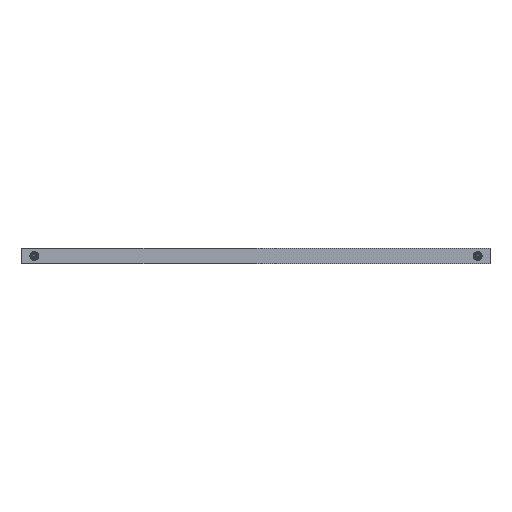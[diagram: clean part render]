
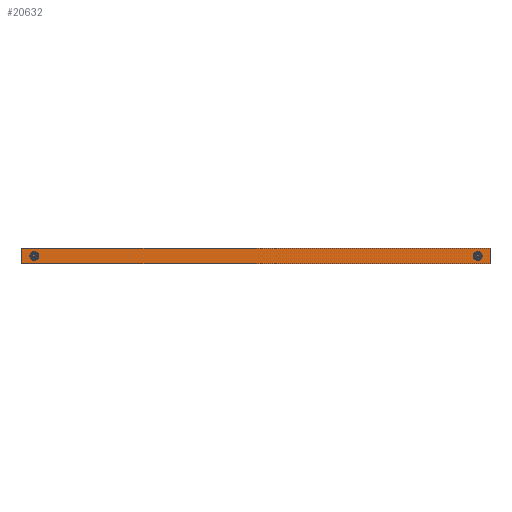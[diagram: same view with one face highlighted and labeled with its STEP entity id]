
A CAD part, left-side view. The second image highlights one B-rep face of the part: STEP entity #20632.
In plain terms, the highlighted planar face has unit normal (-1, 0, 0).
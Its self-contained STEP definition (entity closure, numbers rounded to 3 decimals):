
#66 = CARTESIAN_POINT ( 'NONE',  ( -1030.5, 587.5, -20. ) ) ;
#122 = CARTESIAN_POINT ( 'NONE',  ( -1030.5, 615., -40. ) ) ;
#258 = CARTESIAN_POINT ( 'NONE',  ( -1030.5, 615., -40. ) ) ;
#313 = CARTESIAN_POINT ( 'NONE',  ( -1030.5, 620., 0. ) ) ;
#364 = DIRECTION ( 'NONE',  ( 0., 0., 1. ) ) ;
#529 = EDGE_CURVE ( 'NONE', #8863, #12865, #30406, .T. ) ;
#1087 = ORIENTED_EDGE ( 'NONE', *, *, #13472, .F. ) ;
#1345 = EDGE_CURVE ( 'NONE', #12840, #3523, #19425, .T. ) ;
#1823 = CIRCLE ( 'NONE', #21221, 11.5 ) ;
#2466 = DIRECTION ( 'NONE',  ( 0., 0., 1. ) ) ;
#2676 = DIRECTION ( 'NONE',  ( 0., 0., -1. ) ) ;
#2811 = CARTESIAN_POINT ( 'NONE',  ( -1030.5, 620., 0. ) ) ;
#3521 = DIRECTION ( 'NONE',  ( 0., -1., 0. ) ) ;
#3523 = VERTEX_POINT ( 'NONE', #11738 ) ;
#3813 = VERTEX_POINT ( 'NONE', #15283 ) ;
#4784 = DIRECTION ( 'NONE',  ( 0., -1., 0. ) ) ;
#4899 = AXIS2_PLACEMENT_3D ( 'NONE', #25077, #11092, #27450 ) ;
#6249 = ORIENTED_EDGE ( 'NONE', *, *, #529, .F. ) ;
#7866 = VERTEX_POINT ( 'NONE', #19090 ) ;
#8863 = VERTEX_POINT ( 'NONE', #2811 ) ;
#10006 = VECTOR ( 'NONE', #17470, 1000. ) ;
#10510 = CARTESIAN_POINT ( 'NONE',  ( -1030.5, 615., 0. ) ) ;
#10730 = CARTESIAN_POINT ( 'NONE',  ( -1030.5, -620., 0. ) ) ;
#11092 = DIRECTION ( 'NONE',  ( 1., 0., 0. ) ) ;
#11725 = LINE ( 'NONE', #313, #23374 ) ;
#11738 = CARTESIAN_POINT ( 'NONE',  ( -1030.5, -620., -40. ) ) ;
#11934 = ORIENTED_EDGE ( 'NONE', *, *, #14726, .F. ) ;
#11997 = ORIENTED_EDGE ( 'NONE', *, *, #21150, .T. ) ;
#12840 = VERTEX_POINT ( 'NONE', #26989 ) ;
#12865 = VERTEX_POINT ( 'NONE', #10730 ) ;
#13472 = EDGE_CURVE ( 'NONE', #12865, #3523, #28667, .T. ) ;
#13719 = AXIS2_PLACEMENT_3D ( 'NONE', #258, #14464, #364 ) ;
#13757 = ORIENTED_EDGE ( 'NONE', *, *, #1345, .T. ) ;
#14464 = DIRECTION ( 'NONE',  ( -1., 0., 0. ) ) ;
#14726 = EDGE_CURVE ( 'NONE', #7866, #7866, #1823, .T. ) ;
#14767 = EDGE_LOOP ( 'NONE', ( #11934 ) ) ;
#15119 = CARTESIAN_POINT ( 'NONE',  ( -1030.5, -620., 0. ) ) ;
#15283 = CARTESIAN_POINT ( 'NONE',  ( -1030.5, -587.5, -8.5 ) ) ;
#16540 = DIRECTION ( 'NONE',  ( -1., 0., 0. ) ) ;
#17188 = ORIENTED_EDGE ( 'NONE', *, *, #21508, .T. ) ;
#17247 = VECTOR ( 'NONE', #3521, 1000. ) ;
#17470 = DIRECTION ( 'NONE',  ( 0., 0., -1. ) ) ;
#19090 = CARTESIAN_POINT ( 'NONE',  ( -1030.5, 587.5, -8.5 ) ) ;
#19425 = LINE ( 'NONE', #122, #30384 ) ;
#20632 = ADVANCED_FACE ( 'NONE', ( #27841, #26364, #20874 ), #23723, .T. ) ;
#20874 = FACE_OUTER_BOUND ( 'NONE', #27932, .T. ) ;
#21150 = EDGE_CURVE ( 'NONE', #8863, #12840, #11725, .T. ) ;
#21221 = AXIS2_PLACEMENT_3D ( 'NONE', #66, #16540, #2466 ) ;
#21508 = EDGE_CURVE ( 'NONE', #3813, #3813, #23347, .T. ) ;
#23347 = CIRCLE ( 'NONE', #4899, 11.5 ) ;
#23374 = VECTOR ( 'NONE', #2676, 1000. ) ;
#23723 = PLANE ( 'NONE',  #13719 ) ;
#24925 = EDGE_LOOP ( 'NONE', ( #17188 ) ) ;
#25077 = CARTESIAN_POINT ( 'NONE',  ( -1030.5, -587.5, -20. ) ) ;
#26364 = FACE_BOUND ( 'NONE', #24925, .T. ) ;
#26989 = CARTESIAN_POINT ( 'NONE',  ( -1030.5, 620., -40. ) ) ;
#27450 = DIRECTION ( 'NONE',  ( 0., 0., 1. ) ) ;
#27841 = FACE_BOUND ( 'NONE', #14767, .T. ) ;
#27932 = EDGE_LOOP ( 'NONE', ( #13757, #1087, #6249, #11997 ) ) ;
#28667 = LINE ( 'NONE', #15119, #10006 ) ;
#30384 = VECTOR ( 'NONE', #4784, 1000. ) ;
#30406 = LINE ( 'NONE', #10510, #17247 ) ;
